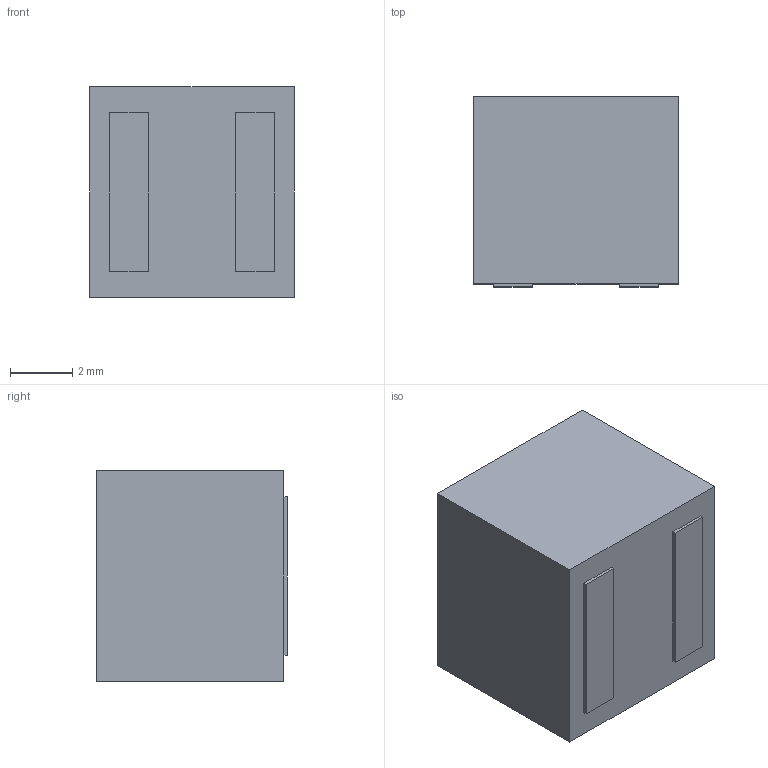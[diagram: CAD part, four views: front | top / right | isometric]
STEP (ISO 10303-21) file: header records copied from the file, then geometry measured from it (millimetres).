
FILE_DESCRIPTION (( 'STEP AP214' ), '1' );
FILE_NAME ('Coilcraft-XAL6060-223.STEP', '2013-04-26T09:02:02', ( 'Windows User' ), ( '' ), 'SwSTEP 2.0', 'SolidWorks 2013', '' );
FILE_SCHEMA (( 'AUTOMOTIVE_DESIGN' ));
Length unit declared in the file: millimetre
Products named in the file (1): Coilcraft-XAL6060-223
Bounding box: 6.56 x 6.1 x 6.76 mm (x, y, z)
Volume: 267.3 mm3; surface area: 251.1 mm2
Topology: 1 solids, 1 shells, 77 faces, 175 edges, 107 vertices
Faces by surface type: plane 39, bspline 38
Entity records: 4702 total; most frequent: CARTESIAN_POINT 2370, ORIENTED_EDGE 350, DIRECTION 179, EDGE_CURVE 175, VERTEX_POINT 107, LINE 99, VECTOR 99, EDGE_LOOP 84
